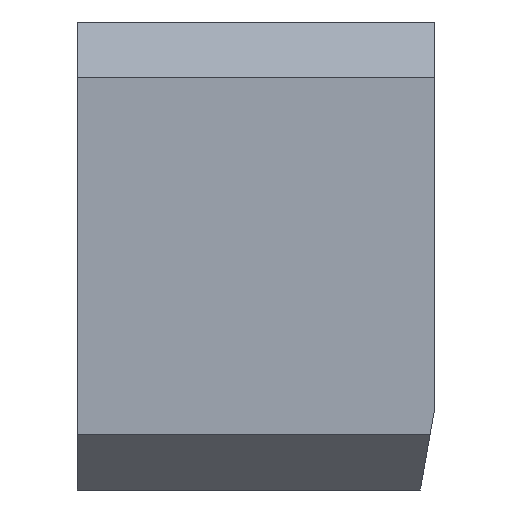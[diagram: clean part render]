
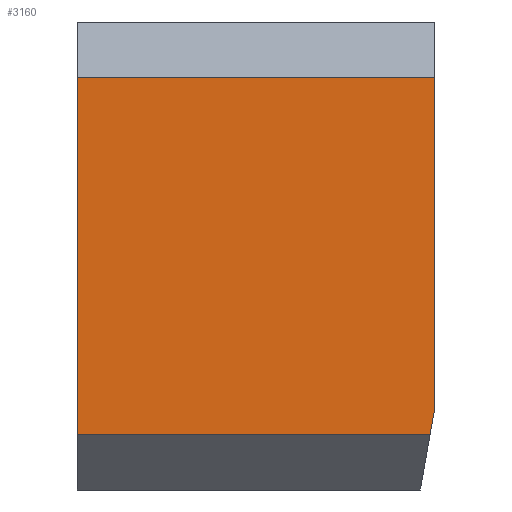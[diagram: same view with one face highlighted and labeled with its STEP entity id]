
A CAD part, front view. The second image highlights one B-rep face of the part: STEP entity #3160.
In plain terms, the highlighted planar face has unit normal (0, -1, 0).
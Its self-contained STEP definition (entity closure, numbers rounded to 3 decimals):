
#105=DIRECTION('',(0.,0.,-1.));
#106=VECTOR('',#105,13.);
#107=CARTESIAN_POINT('',(-6.5,-70.,6.5));
#108=LINE('',#107,#106);
#661=DIRECTION('',(0.,0.,-1.));
#662=VECTOR('',#661,12.);
#663=CARTESIAN_POINT('',(6.5,-70.,6.5));
#664=LINE('',#663,#662);
#968=DIRECTION('',(-1.,0.,0.));
#969=VECTOR('',#968,13.);
#970=CARTESIAN_POINT('',(6.5,-70.,6.5));
#971=LINE('',#970,#969);
#972=DIRECTION('',(-0.174,0.,-0.985));
#973=VECTOR('',#972,1.015);
#974=CARTESIAN_POINT('',(6.5,-70.,-5.5));
#975=LINE('',#974,#973);
#976=DIRECTION('',(-1.,0.,0.));
#977=VECTOR('',#976,12.824);
#978=CARTESIAN_POINT('',(6.324,-70.,-6.5));
#979=LINE('',#978,#977);
#1711=CARTESIAN_POINT('',(-6.5,-70.,6.5));
#1713=VERTEX_POINT('',#1711);
#1717=CARTESIAN_POINT('',(6.5,-70.,6.5));
#1718=VERTEX_POINT('',#1717);
#1720=CARTESIAN_POINT('',(-6.5,-70.,-6.5));
#1722=VERTEX_POINT('',#1720);
#1723=CARTESIAN_POINT('',(6.324,-70.,-6.5));
#1724=VERTEX_POINT('',#1723);
#1743=CARTESIAN_POINT('',(6.5,-70.,-5.5));
#1744=VERTEX_POINT('',#1743);
#3147=CARTESIAN_POINT('',(-6.5,-70.,8.5));
#3148=DIRECTION('',(0.,-1.,0.));
#3149=DIRECTION('',(0.,0.,-1.));
#3150=AXIS2_PLACEMENT_3D('',#3147,#3148,#3149);
#3151=PLANE('',#3150);
#3152=ORIENTED_EDGE('',*,*,#3142,.F.);
#3153=ORIENTED_EDGE('',*,*,#2734,.T.);
#3154=ORIENTED_EDGE('',*,*,#3087,.T.);
#3156=ORIENTED_EDGE('',*,*,#3155,.T.);
#3157=ORIENTED_EDGE('',*,*,#2110,.F.);
#3158=EDGE_LOOP('',(#3152,#3153,#3154,#3156,#3157));
#3159=FACE_OUTER_BOUND('',#3158,.F.);
#3160=ADVANCED_FACE('',(#3159),#3151,.T.);
#2110=EDGE_CURVE('',#1713,#1722,#108,.T.);
#2734=EDGE_CURVE('',#1718,#1744,#664,.T.);
#3087=EDGE_CURVE('',#1744,#1724,#975,.T.);
#3142=EDGE_CURVE('',#1718,#1713,#971,.T.);
#3155=EDGE_CURVE('',#1724,#1722,#979,.T.);
